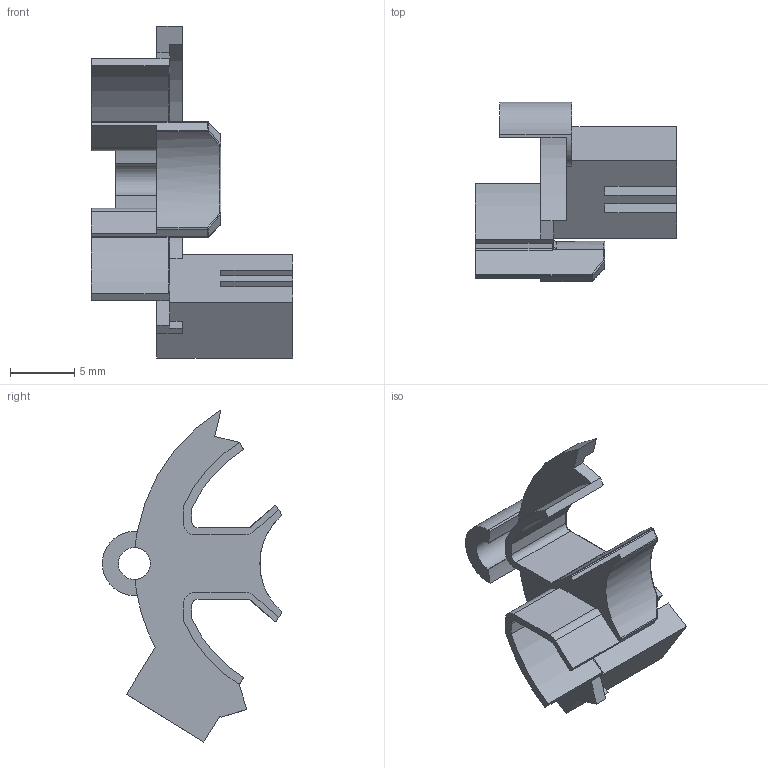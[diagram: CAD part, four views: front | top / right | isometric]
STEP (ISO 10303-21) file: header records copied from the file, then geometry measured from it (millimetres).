
FILE_DESCRIPTION (( 'STEP AP203' ), '1' );
FILE_NAME ('奻盄殤.STEP', '2021-02-23T00:16:52', ( 'YF68' ), ( '' ), 'SwSTEP 2.0', 'SolidWorks 2018', '' );
FILE_SCHEMA (( 'CONFIG_CONTROL_DESIGN' ));
Length unit declared in the file: millimetre
Products named in the file (1): 奻盄殤
Bounding box: 15.7 x 13.98 x 25.9 mm (x, y, z)
Volume: 614.6 mm3; surface area: 1292.7 mm2
Topology: 1 solids, 1 shells, 141 faces, 376 edges, 234 vertices
Faces by surface type: plane 67, cylinder 49, sphere 12, torus 7, bspline 6
Entity records: 4565 total; most frequent: CARTESIAN_POINT 981, DIRECTION 744, ORIENTED_EDGE 740, EDGE_CURVE 370, AXIS2_PLACEMENT_3D 257, VERTEX_POINT 232, LINE 230, VECTOR 230
